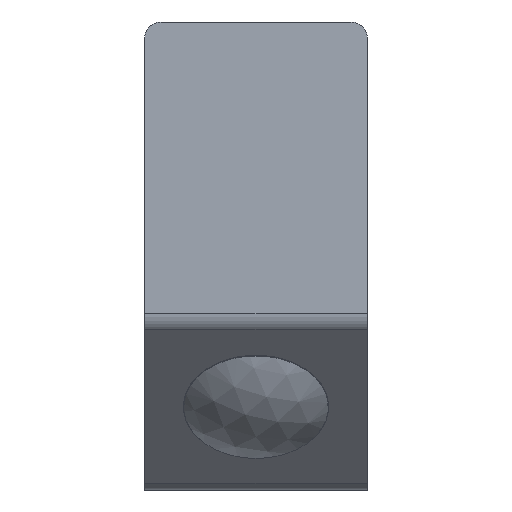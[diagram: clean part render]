
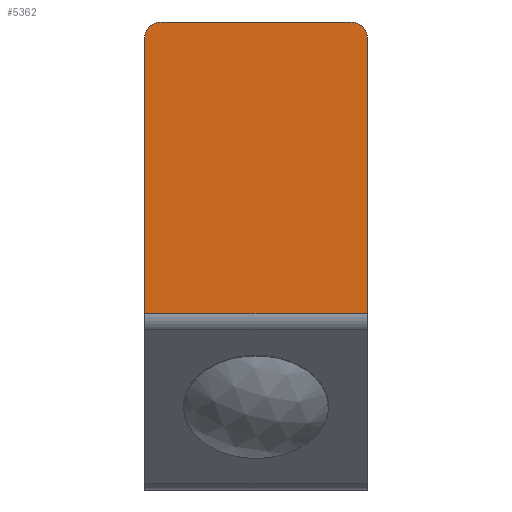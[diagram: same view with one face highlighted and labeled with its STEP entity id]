
A CAD part, left-side view. The second image highlights one B-rep face of the part: STEP entity #5362.
In plain terms, the highlighted planar face has unit normal (-1, 0, 0).
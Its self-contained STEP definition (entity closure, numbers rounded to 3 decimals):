
#990 = LINE ( 'NONE', #48276, #49460 ) ;
#1966 = VERTEX_POINT ( 'NONE', #33335 ) ;
#2688 = DIRECTION ( 'NONE',  ( 0., 0., 1. ) ) ;
#5362 = ADVANCED_FACE ( 'NONE', ( #14284 ), #42464, .F. ) ;
#5777 = DIRECTION ( 'NONE',  ( -1., 0., 0. ) ) ;
#5985 = CARTESIAN_POINT ( 'NONE',  ( 0., 8.5, 40.5 ) ) ;
#7375 = VERTEX_POINT ( 'NONE', #23304 ) ;
#8051 = CARTESIAN_POINT ( 'NONE',  ( 0., -8.5, 40.5 ) ) ;
#8415 = VERTEX_POINT ( 'NONE', #23166 ) ;
#8960 = DIRECTION ( 'NONE',  ( 1., 0., 0. ) ) ;
#10988 = VECTOR ( 'NONE', #43484, 1000. ) ;
#12207 = ORIENTED_EDGE ( 'NONE', *, *, #49124, .T. ) ;
#14284 = FACE_OUTER_BOUND ( 'NONE', #30648, .T. ) ;
#16483 = DIRECTION ( 'NONE',  ( 0., -1., 0. ) ) ;
#16740 = EDGE_CURVE ( 'NONE', #7375, #57912, #30592, .T. ) ;
#17633 = LINE ( 'NONE', #34587, #10988 ) ;
#20366 = DIRECTION ( 'NONE',  ( 0., 0., -1. ) ) ;
#22247 = EDGE_CURVE ( 'NONE', #8415, #51160, #17633, .T. ) ;
#22738 = CARTESIAN_POINT ( 'NONE',  ( 0., 10., 42. ) ) ;
#22933 = DIRECTION ( 'NONE',  ( 0., 0., -1. ) ) ;
#23166 = CARTESIAN_POINT ( 'NONE',  ( 0., 10., 15.828 ) ) ;
#23304 = CARTESIAN_POINT ( 'NONE',  ( 0., 8.5, 42. ) ) ;
#24797 = EDGE_CURVE ( 'NONE', #41129, #57912, #46869, .T. ) ;
#25144 = ORIENTED_EDGE ( 'NONE', *, *, #24797, .T. ) ;
#25326 = CARTESIAN_POINT ( 'NONE',  ( 0., 10., 42. ) ) ;
#27614 = VECTOR ( 'NONE', #16483, 1000. ) ;
#28799 = AXIS2_PLACEMENT_3D ( 'NONE', #22738, #8960, #22933 ) ;
#30592 = LINE ( 'NONE', #25326, #27614 ) ;
#30648 = EDGE_LOOP ( 'NONE', ( #57540, #48522, #12207, #25144, #35947, #46687 ) ) ;
#31478 = DIRECTION ( 'NONE',  ( 0., 0., -1. ) ) ;
#31883 = CARTESIAN_POINT ( 'NONE',  ( 0., 10., 15.828 ) ) ;
#33335 = CARTESIAN_POINT ( 'NONE',  ( 0., -10., 15.828 ) ) ;
#34587 = CARTESIAN_POINT ( 'NONE',  ( 0., 10., 42. ) ) ;
#35135 = EDGE_CURVE ( 'NONE', #7375, #51160, #53909, .T. ) ;
#35148 = CARTESIAN_POINT ( 'NONE',  ( 0., -10., 40.5 ) ) ;
#35947 = ORIENTED_EDGE ( 'NONE', *, *, #16740, .F. ) ;
#37833 = AXIS2_PLACEMENT_3D ( 'NONE', #5985, #5777, #20366 ) ;
#38386 = AXIS2_PLACEMENT_3D ( 'NONE', #8051, #60038, #31478 ) ;
#41129 = VERTEX_POINT ( 'NONE', #35148 ) ;
#42464 = PLANE ( 'NONE',  #28799 ) ;
#43484 = DIRECTION ( 'NONE',  ( 0., 0., 1. ) ) ;
#45074 = DIRECTION ( 'NONE',  ( 0., -1., 0. ) ) ;
#46175 = EDGE_CURVE ( 'NONE', #8415, #1966, #55535, .T. ) ;
#46687 = ORIENTED_EDGE ( 'NONE', *, *, #35135, .T. ) ;
#46869 = CIRCLE ( 'NONE', #38386, 1.5 ) ;
#48276 = CARTESIAN_POINT ( 'NONE',  ( 0., -10., 42. ) ) ;
#48522 = ORIENTED_EDGE ( 'NONE', *, *, #46175, .T. ) ;
#49124 = EDGE_CURVE ( 'NONE', #1966, #41129, #990, .T. ) ;
#49460 = VECTOR ( 'NONE', #2688, 1000. ) ;
#50825 = CARTESIAN_POINT ( 'NONE',  ( 0., 10., 40.5 ) ) ;
#51160 = VERTEX_POINT ( 'NONE', #50825 ) ;
#53909 = CIRCLE ( 'NONE', #37833, 1.5 ) ;
#55535 = LINE ( 'NONE', #31883, #57788 ) ;
#57540 = ORIENTED_EDGE ( 'NONE', *, *, #22247, .F. ) ;
#57788 = VECTOR ( 'NONE', #45074, 1000. ) ;
#57912 = VERTEX_POINT ( 'NONE', #59094 ) ;
#59094 = CARTESIAN_POINT ( 'NONE',  ( 0., -8.5, 42. ) ) ;
#60038 = DIRECTION ( 'NONE',  ( -1., 0., 0. ) ) ;
